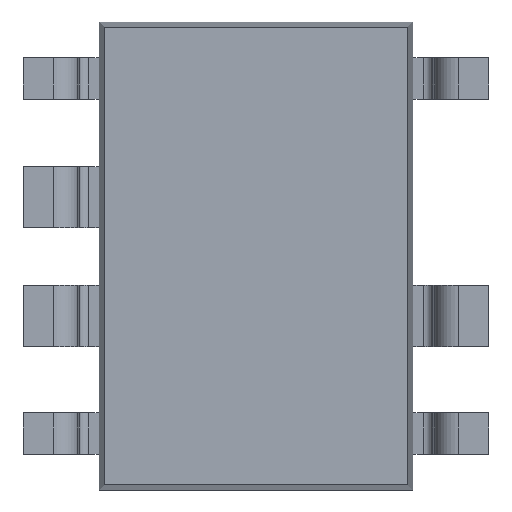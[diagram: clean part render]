
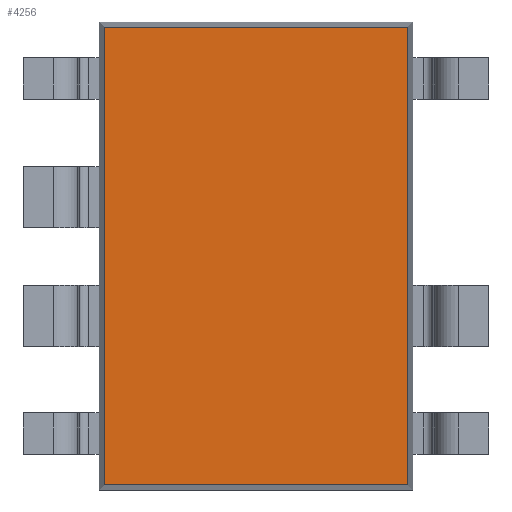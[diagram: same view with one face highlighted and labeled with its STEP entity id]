
A CAD part, front view. The second image highlights one B-rep face of the part: STEP entity #4256.
In plain terms, the highlighted planar face has unit normal (0, -1, 0).
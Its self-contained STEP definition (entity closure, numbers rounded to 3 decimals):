
#115 = CARTESIAN_POINT ( 'NONE',  ( -0.108, 0., 0.108 ) ) ;
#227 = VERTEX_POINT ( 'NONE', #586 ) ;
#381 = DIRECTION ( 'NONE',  ( 1., 0., 0. ) ) ;
#398 = LINE ( 'NONE', #3980, #2281 ) ;
#414 = CARTESIAN_POINT ( 'NONE',  ( -0.108, 0., 9.85 ) ) ;
#586 = CARTESIAN_POINT ( 'NONE',  ( -0.108, 0., 9.742 ) ) ;
#661 = VERTEX_POINT ( 'NONE', #115 ) ;
#928 = DIRECTION ( 'NONE',  ( 0., 0., -1. ) ) ;
#1062 = CARTESIAN_POINT ( 'NONE',  ( -6.492, 0., 9.742 ) ) ;
#1195 = VERTEX_POINT ( 'NONE', #1062 ) ;
#1523 = EDGE_CURVE ( 'NONE', #661, #227, #2131, .T. ) ;
#1641 = DIRECTION ( 'NONE',  ( 0., 0., 1. ) ) ;
#1746 = CARTESIAN_POINT ( 'NONE',  ( -6.492, 0., 0.108 ) ) ;
#1878 = LINE ( 'NONE', #2555, #3237 ) ;
#1881 = EDGE_CURVE ( 'NONE', #1195, #3206, #2379, .T. ) ;
#2131 = LINE ( 'NONE', #414, #2991 ) ;
#2168 = PLANE ( 'NONE',  #4728 ) ;
#2281 = VECTOR ( 'NONE', #381, 1000. ) ;
#2323 = ORIENTED_EDGE ( 'NONE', *, *, #1523, .T. ) ;
#2379 = LINE ( 'NONE', #5029, #2876 ) ;
#2555 = CARTESIAN_POINT ( 'NONE',  ( 0., 0., 9.742 ) ) ;
#2876 = VECTOR ( 'NONE', #4235, 1000. ) ;
#2991 = VECTOR ( 'NONE', #1641, 1000. ) ;
#3206 = VERTEX_POINT ( 'NONE', #1746 ) ;
#3237 = VECTOR ( 'NONE', #3348, 1000. ) ;
#3348 = DIRECTION ( 'NONE',  ( -1., 0., 0. ) ) ;
#3592 = ORIENTED_EDGE ( 'NONE', *, *, #4551, .T. ) ;
#3638 = EDGE_CURVE ( 'NONE', #227, #1195, #1878, .T. ) ;
#3716 = CARTESIAN_POINT ( 'NONE',  ( 0., 0., 9.85 ) ) ;
#3980 = CARTESIAN_POINT ( 'NONE',  ( 0., 0., 0.108 ) ) ;
#4047 = FACE_OUTER_BOUND ( 'NONE', #4474, .T. ) ;
#4203 = ORIENTED_EDGE ( 'NONE', *, *, #1881, .T. ) ;
#4235 = DIRECTION ( 'NONE',  ( 0., 0., -1. ) ) ;
#4256 = ADVANCED_FACE ( 'NONE', ( #4047 ), #2168, .T. ) ;
#4474 = EDGE_LOOP ( 'NONE', ( #4203, #3592, #2323, #5155 ) ) ;
#4551 = EDGE_CURVE ( 'NONE', #3206, #661, #398, .T. ) ;
#4609 = DIRECTION ( 'NONE',  ( 0., -1., 0. ) ) ;
#4728 = AXIS2_PLACEMENT_3D ( 'NONE', #3716, #4609, #928 ) ;
#5029 = CARTESIAN_POINT ( 'NONE',  ( -6.492, 0., 9.85 ) ) ;
#5155 = ORIENTED_EDGE ( 'NONE', *, *, #3638, .T. ) ;
